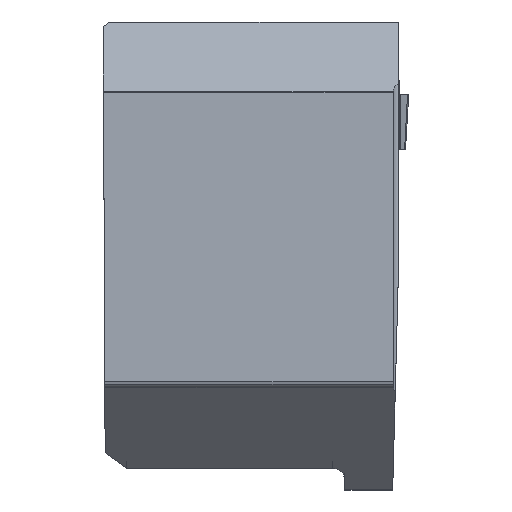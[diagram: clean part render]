
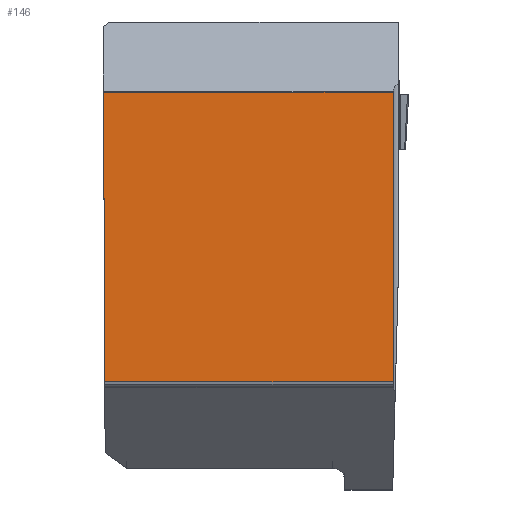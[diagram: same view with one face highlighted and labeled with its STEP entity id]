
A CAD part, top view. The second image highlights one B-rep face of the part: STEP entity #146.
In plain terms, the highlighted planar face has unit normal (0, 0, 1).
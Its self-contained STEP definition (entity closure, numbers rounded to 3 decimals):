
#146=ADVANCED_FACE('',(#238),#199,.T.);
#199=PLANE('',#1228);
#238=FACE_OUTER_BOUND('',#293,.T.);
#293=EDGE_LOOP('',(#430,#431,#432,#433));
#430=ORIENTED_EDGE('',*,*,#823,.T.);
#431=ORIENTED_EDGE('',*,*,#806,.T.);
#432=ORIENTED_EDGE('',*,*,#824,.F.);
#433=ORIENTED_EDGE('',*,*,#825,.F.);
#699=VERTEX_POINT('',#1689);
#700=VERTEX_POINT('',#1691);
#712=VERTEX_POINT('',#1730);
#713=VERTEX_POINT('',#1732);
#806=EDGE_CURVE('',#700,#699,#953,.T.);
#823=EDGE_CURVE('',#712,#700,#963,.T.);
#824=EDGE_CURVE('',#713,#699,#964,.T.);
#825=EDGE_CURVE('',#712,#713,#965,.T.);
#953=LINE('',#1690,#1067);
#963=LINE('',#1729,#1077);
#964=LINE('',#1731,#1078);
#965=LINE('',#1733,#1079);
#1067=VECTOR('',#1363,1.);
#1077=VECTOR('',#1391,1.);
#1078=VECTOR('',#1392,1.);
#1079=VECTOR('',#1393,1.);
#1228=AXIS2_PLACEMENT_3D('',#1734,#1394,#1395);
#1363=DIRECTION('',(0.004,-1.,0.));
#1391=DIRECTION('',(-1.,0.,0.));
#1392=DIRECTION('',(-1.,0.,0.));
#1393=DIRECTION('',(0.,-1.,0.));
#1394=DIRECTION('',(0.,0.,1.));
#1395=DIRECTION('',(-1.,0.,0.));
#1689=CARTESIAN_POINT('',(0.174,0.,0.));
#1690=CARTESIAN_POINT('',(-0.262,99.825,0.));
#1691=CARTESIAN_POINT('',(0.,39.85,0.));
#1729=CARTESIAN_POINT('',(139.85,39.85,0.));
#1730=CARTESIAN_POINT('',(39.85,39.85,0.));
#1731=CARTESIAN_POINT('',(139.85,0.,0.));
#1732=CARTESIAN_POINT('',(39.85,0.,0.));
#1733=CARTESIAN_POINT('',(39.85,100.,0.));
#1734=CARTESIAN_POINT('',(39.85,100.,0.));
